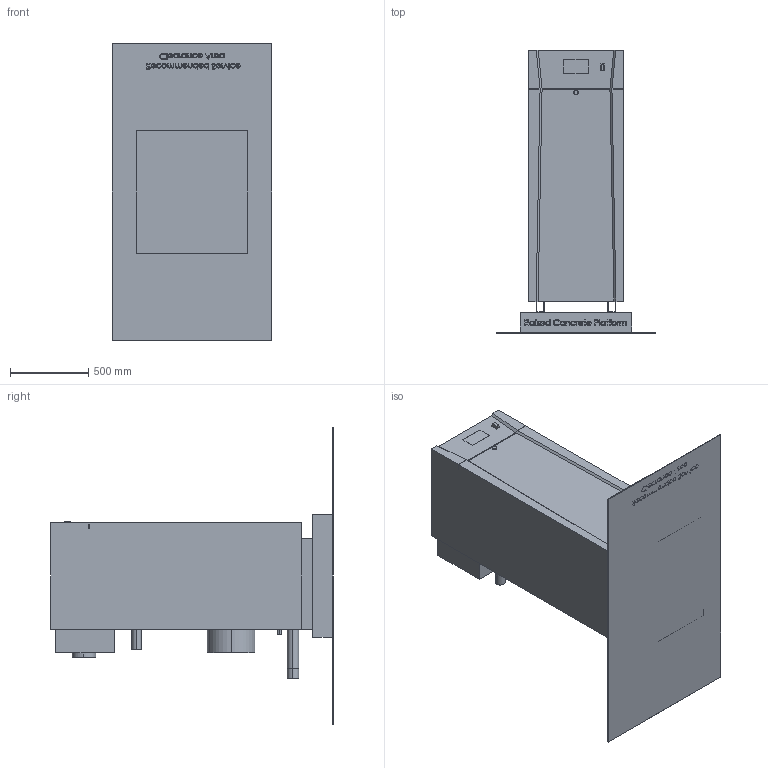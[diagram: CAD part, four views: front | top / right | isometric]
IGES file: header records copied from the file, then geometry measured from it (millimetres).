
Start section: SolidWorks IGES file using analytic representation for surfaces
Global section: file name: OMT 1.25 & 1.5 CAT 1 & 3.IGS; native system: SolidWorks 2017; preprocessor: SolidWorks 2017; author: rreed; date: 200304.083223; units: inch
Bounding box: 1016.76 x 1808.48 x 1898.4 mm (x, y, z)
Surface area: 10203476.7 mm2 (no closed solid volume)
Topology: 0 solids, 0 shells, 848 faces, 15079 edges, 15079 vertices
Faces by surface type: bspline 834, revolution 14
